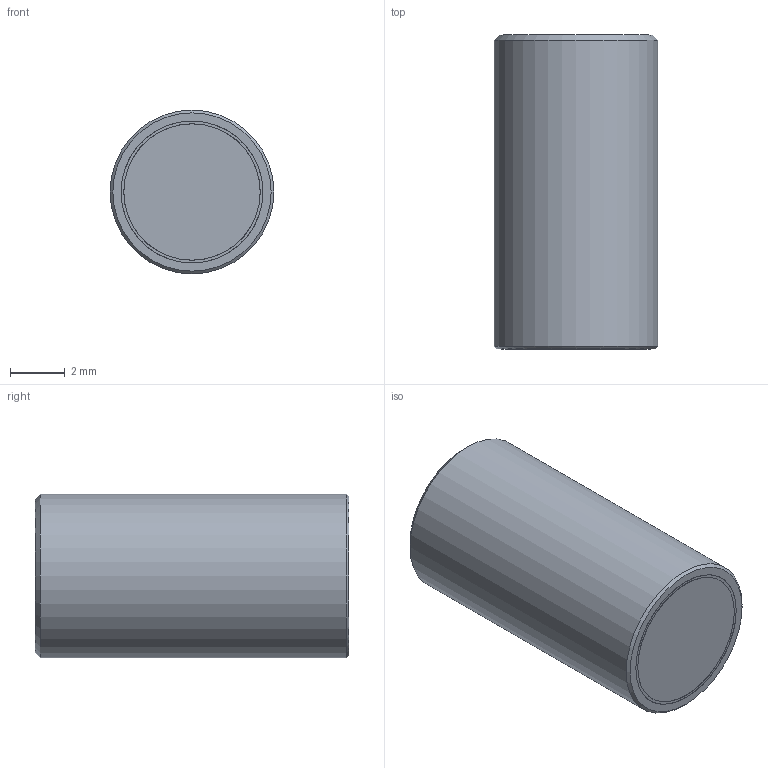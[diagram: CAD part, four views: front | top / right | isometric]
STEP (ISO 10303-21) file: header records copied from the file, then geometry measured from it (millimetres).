
FILE_DESCRIPTION(/* description */ (''),/* implementation_level */ '2;1');
FILE_NAME(/* name */ 'GM17600 -.stp',/* time_stamp */ '2019-10-02T08:12:52+02:00',/* author */ ('PV'),/* organization */ (''),/* preprocessor_version */ 'ST-DEVELOPER v17.2',/* originating_system */ 'Autodesk Inventor 2019',/* authorisation */ '');
FILE_SCHEMA (('AUTOMOTIVE_DESIGN { 1 0 10303 214 3 1 1 }'));
Length unit declared in the file: millimetre
Products named in the file (4): GM17600; E0118625; E0118626; E0118628
Assembly tree (3 placements, depth 2):
  GM17600
    E0118625
    E0118626
    E0118628
Bounding box: 6 x 11.5 x 6 mm (x, y, z)
Volume: 286.6 mm3; surface area: 551.6 mm2
Topology: 3 solids, 3 shells, 16 faces, 28 edges, 19 vertices
Faces by surface type: plane 7, cylinder 6, cone 3
Full cylindrical faces by diameter (mm): 2.5 x1, 5 x2, 5.2 x2, 6 x1
Entity records: 561 total; most frequent: DIRECTION 91, CARTESIAN_POINT 69, ORIENTED_EDGE 54, AXIS2_PLACEMENT_3D 41, EDGE_CURVE 27, EDGE_LOOP 20, VERTEX_POINT 19, CIRCLE 18
